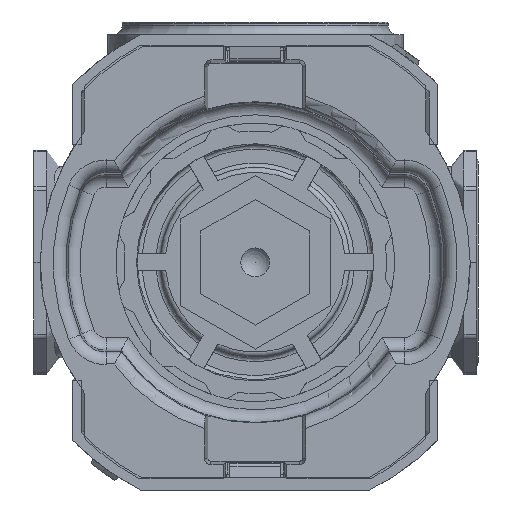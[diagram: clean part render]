
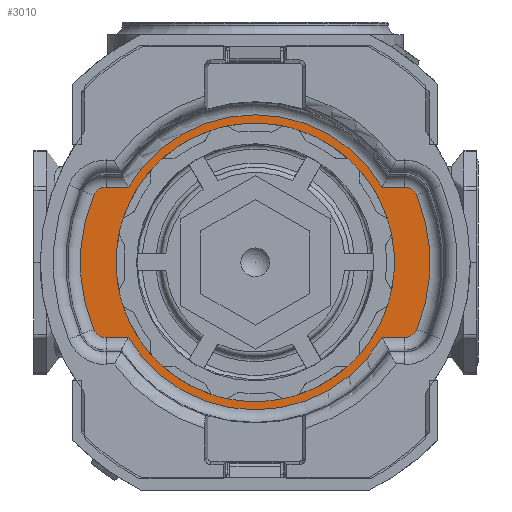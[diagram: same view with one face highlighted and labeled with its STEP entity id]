
A CAD part, front view. The second image highlights one B-rep face of the part: STEP entity #3010.
In plain terms, the highlighted planar face has unit normal (0, -1, 0).
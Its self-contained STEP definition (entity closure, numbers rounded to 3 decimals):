
#3010 = ADVANCED_FACE( '', ( #7427 ), #7428, .T. );
#7427 = FACE_OUTER_BOUND( '', #13464, .T. );
#7428 = PLANE( '', #13465 );
#13464 = EDGE_LOOP( '', ( #22454, #22455, #22456, #22457, #22458, #22459, #22460, #22461, #22462, #22463, #22464, #22465, #22466, #22467, #22468, #22469 ) );
#13465 = AXIS2_PLACEMENT_3D( '', #22470, #22471, #22472 );
#22454 = ORIENTED_EDGE( '', *, *, #37495, .F. );
#22455 = ORIENTED_EDGE( '', *, *, #38834, .T. );
#22456 = ORIENTED_EDGE( '', *, *, #38835, .F. );
#22457 = ORIENTED_EDGE( '', *, *, #38836, .T. );
#22458 = ORIENTED_EDGE( '', *, *, #38837, .T. );
#22459 = ORIENTED_EDGE( '', *, *, #38838, .T. );
#22460 = ORIENTED_EDGE( '', *, *, #38839, .T. );
#22461 = ORIENTED_EDGE( '', *, *, #38840, .F. );
#22462 = ORIENTED_EDGE( '', *, *, #38841, .T. );
#22463 = ORIENTED_EDGE( '', *, *, #38842, .T. );
#22464 = ORIENTED_EDGE( '', *, *, #38843, .T. );
#22465 = ORIENTED_EDGE( '', *, *, #36992, .F. );
#22466 = ORIENTED_EDGE( '', *, *, #38213, .F. );
#22467 = ORIENTED_EDGE( '', *, *, #38844, .F. );
#22468 = ORIENTED_EDGE( '', *, *, #38845, .F. );
#22469 = ORIENTED_EDGE( '', *, *, #38846, .T. );
#22470 = CARTESIAN_POINT( '', ( 0., 12., 0. ) );
#22471 = DIRECTION( '', ( 0., -1., 0. ) );
#22472 = DIRECTION( '', ( 0., 0., -1. ) );
#36992 = EDGE_CURVE( '', #44764, #44766, #44767, .T. );
#37495 = EDGE_CURVE( '', #45646, #45648, #45649, .T. );
#38213 = EDGE_CURVE( '', #46865, #44764, #46866, .T. );
#38834 = EDGE_CURVE( '', #45646, #47888, #47889, .T. );
#38835 = EDGE_CURVE( '', #47890, #47888, #47891, .T. );
#38836 = EDGE_CURVE( '', #47890, #47892, #47893, .T. );
#38837 = EDGE_CURVE( '', #47892, #47894, #47895, .T. );
#38838 = EDGE_CURVE( '', #47894, #47896, #47897, .T. );
#38839 = EDGE_CURVE( '', #47896, #47898, #47899, .T. );
#38840 = EDGE_CURVE( '', #47900, #47898, #47901, .T. );
#38841 = EDGE_CURVE( '', #47900, #47902, #47903, .T. );
#38842 = EDGE_CURVE( '', #47902, #47904, #47905, .T. );
#38843 = EDGE_CURVE( '', #47904, #44766, #47906, .T. );
#38844 = EDGE_CURVE( '', #47907, #46865, #47908, .T. );
#38845 = EDGE_CURVE( '', #47909, #47907, #47910, .T. );
#38846 = EDGE_CURVE( '', #47909, #45648, #47911, .T. );
#44764 = VERTEX_POINT( '', #56563 );
#44766 = VERTEX_POINT( '', #56565 );
#44767 = LINE( '', #56566, #56567 );
#45646 = VERTEX_POINT( '', #58016 );
#45648 = VERTEX_POINT( '', #58031 );
#45649 = LINE( '', #58032, #58033 );
#46865 = VERTEX_POINT( '', #60232 );
#46866 = CIRCLE( '', #60233, 2.15 );
#47888 = VERTEX_POINT( '', #61863 );
#47889 = CIRCLE( '', #61864, 23.325 );
#47890 = VERTEX_POINT( '', #61865 );
#47891 = LINE( '', #61866, #61867 );
#47892 = VERTEX_POINT( '', #61868 );
#47893 = LINE( '', #61869, #61870 );
#47894 = VERTEX_POINT( '', #61871 );
#47895 = CIRCLE( '', #61872, 2.15 );
#47896 = VERTEX_POINT( '', #61873 );
#47897 = CIRCLE( '', #61874, 27.65 );
#47898 = VERTEX_POINT( '', #61875 );
#47899 = CIRCLE( '', #61876, 2.15 );
#47900 = VERTEX_POINT( '', #61877 );
#47901 = LINE( '', #61878, #61879 );
#47902 = VERTEX_POINT( '', #61880 );
#47903 = LINE( '', #61881, #61882 );
#47904 = VERTEX_POINT( '', #61883 );
#47905 = CIRCLE( '', #61884, 23.325 );
#47906 = LINE( '', #61885, #61886 );
#47907 = VERTEX_POINT( '', #61887 );
#47908 = CIRCLE( '', #61888, 27.65 );
#47909 = VERTEX_POINT( '', #61889 );
#47910 = CIRCLE( '', #61890, 2.15 );
#47911 = LINE( '', #61891, #61892 );
#56563 = CARTESIAN_POINT( '', ( -23.559, 12., 11.908 ) );
#56565 = CARTESIAN_POINT( '', ( -23.559, 12., 11.89 ) );
#56566 = CARTESIAN_POINT( '', ( -23.559, 12., 11.908 ) );
#56567 = VECTOR( '', #73558, 1000. );
#58016 = CARTESIAN_POINT( '', ( -20.067, 12., -11.89 ) );
#58031 = CARTESIAN_POINT( '', ( -23.559, 12., -11.89 ) );
#58032 = CARTESIAN_POINT( '', ( 23.559, 12., -11.89 ) );
#58033 = VECTOR( '', #74222, 1000. );
#60232 = CARTESIAN_POINT( '', ( -25.545, 12., 10.581 ) );
#60233 = AXIS2_PLACEMENT_3D( '', #75143, #75144, #75145 );
#61863 = CARTESIAN_POINT( '', ( 20.067, 12., -11.89 ) );
#61864 = AXIS2_PLACEMENT_3D( '', #76021, #76022, #76023 );
#61865 = CARTESIAN_POINT( '', ( 23.559, 12., -11.89 ) );
#61866 = CARTESIAN_POINT( '', ( 23.559, 12., -11.89 ) );
#61867 = VECTOR( '', #76024, 1000. );
#61868 = CARTESIAN_POINT( '', ( 23.559, 12., -11.908 ) );
#61869 = CARTESIAN_POINT( '', ( 23.559, 12., -9.758 ) );
#61870 = VECTOR( '', #76025, 1000. );
#61871 = CARTESIAN_POINT( '', ( 25.545, 12., -10.581 ) );
#61872 = AXIS2_PLACEMENT_3D( '', #76026, #76027, #76028 );
#61873 = CARTESIAN_POINT( '', ( 25.545, 12., 10.581 ) );
#61874 = AXIS2_PLACEMENT_3D( '', #76029, #76030, #76031 );
#61875 = CARTESIAN_POINT( '', ( 23.559, 12., 11.908 ) );
#61876 = AXIS2_PLACEMENT_3D( '', #76032, #76033, #76034 );
#61877 = CARTESIAN_POINT( '', ( 23.559, 12., 11.89 ) );
#61878 = CARTESIAN_POINT( '', ( 23.559, 12., 9.758 ) );
#61879 = VECTOR( '', #76035, 1000. );
#61880 = CARTESIAN_POINT( '', ( 20.067, 12., 11.89 ) );
#61881 = CARTESIAN_POINT( '', ( 23.559, 12., 11.89 ) );
#61882 = VECTOR( '', #76036, 1000. );
#61883 = CARTESIAN_POINT( '', ( -20.067, 12., 11.89 ) );
#61884 = AXIS2_PLACEMENT_3D( '', #76037, #76038, #76039 );
#61885 = CARTESIAN_POINT( '', ( 23.559, 12., 11.89 ) );
#61886 = VECTOR( '', #76040, 1000. );
#61887 = CARTESIAN_POINT( '', ( -25.545, 12., -10.581 ) );
#61888 = AXIS2_PLACEMENT_3D( '', #76041, #76042, #76043 );
#61889 = CARTESIAN_POINT( '', ( -23.559, 12., -11.908 ) );
#61890 = AXIS2_PLACEMENT_3D( '', #76044, #76045, #76046 );
#61891 = CARTESIAN_POINT( '', ( -23.559, 12., -11.908 ) );
#61892 = VECTOR( '', #76047, 1000. );
#73558 = DIRECTION( '', ( 0., 0., -1. ) );
#74222 = DIRECTION( '', ( -1., 0., 0. ) );
#75143 = CARTESIAN_POINT( '', ( -23.559, 12., 9.758 ) );
#75144 = DIRECTION( '', ( 0., 1., 0. ) );
#75145 = DIRECTION( '', ( 0., 0., 1. ) );
#76021 = CARTESIAN_POINT( '', ( 0., 12., 0. ) );
#76022 = DIRECTION( '', ( 0., -1., 0. ) );
#76023 = DIRECTION( '', ( 0., 0., -1. ) );
#76024 = DIRECTION( '', ( -1., 0., 0. ) );
#76025 = DIRECTION( '', ( 0., 0., -1. ) );
#76026 = CARTESIAN_POINT( '', ( 23.559, 12., -9.758 ) );
#76027 = DIRECTION( '', ( 0., -1., 0. ) );
#76028 = DIRECTION( '', ( 0., 0., -1. ) );
#76029 = CARTESIAN_POINT( '', ( 0., 12., 0. ) );
#76030 = DIRECTION( '', ( 0., -1., 0. ) );
#76031 = DIRECTION( '', ( 0., 0., -1. ) );
#76032 = CARTESIAN_POINT( '', ( 23.559, 12., 9.758 ) );
#76033 = DIRECTION( '', ( 0., -1., 0. ) );
#76034 = DIRECTION( '', ( 0., 0., -1. ) );
#76035 = DIRECTION( '', ( 0., 0., 1. ) );
#76036 = DIRECTION( '', ( -1., 0., 0. ) );
#76037 = CARTESIAN_POINT( '', ( 0., 12., 0. ) );
#76038 = DIRECTION( '', ( 0., -1., 0. ) );
#76039 = DIRECTION( '', ( 0., 0., -1. ) );
#76040 = DIRECTION( '', ( -1., 0., 0. ) );
#76041 = CARTESIAN_POINT( '', ( 0., 12., 0. ) );
#76042 = DIRECTION( '', ( 0., 1., 0. ) );
#76043 = DIRECTION( '', ( 0., 0., 1. ) );
#76044 = CARTESIAN_POINT( '', ( -23.559, 12., -9.758 ) );
#76045 = DIRECTION( '', ( 0., 1., 0. ) );
#76046 = DIRECTION( '', ( 0., 0., 1. ) );
#76047 = DIRECTION( '', ( 0., 0., 1. ) );
